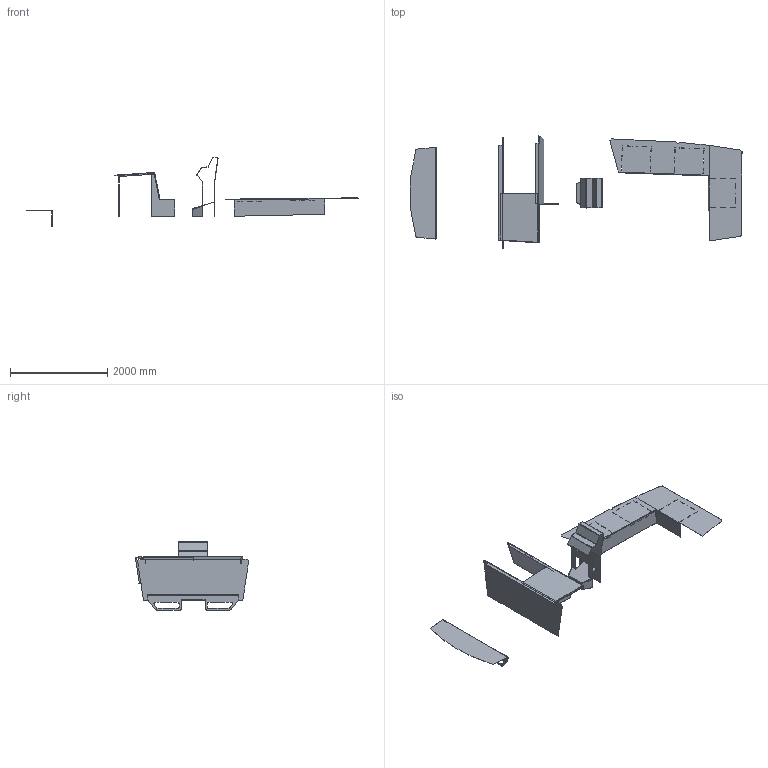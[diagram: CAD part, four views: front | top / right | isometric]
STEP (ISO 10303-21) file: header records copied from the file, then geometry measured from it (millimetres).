
FILE_DESCRIPTION(/* description */ (''),/* implementation_level */ '2;1');
FILE_NAME(/* name */ 'For McNeel STEP',/* time_stamp */ '2023-03-13T15:52:28+01:00',/* author */ (''),/* organization */ (''),/* preprocessor_version */ 'ST-DEVELOPER v16.5',/* originating_system */ 'Rhino 7.28',/* authorisation */ '');
FILE_SCHEMA (('AUTOMOTIVE_DESIGN'));
Length unit declared in the file: millimetre
Products named in the file (1): Document
Bounding box: 6820.15 x 2328.76 x 1410.43 mm (x, y, z)
Volume: 39124123.8 mm3; surface area: 20893270.4 mm2
Topology: 8 solids, 8 shells, 561 faces, 1484 edges, 939 vertices
Faces by surface type: cylinder 250, plane 227, bspline 84
Entity records: 19755 total; most frequent: CARTESIAN_POINT 9674, ORIENTED_EDGE 2968, EDGE_CURVE 1484, B_SPLINE_CURVE_WITH_KNOTS 1292, VERTEX_POINT 939, EDGE_LOOP 639, ADVANCED_FACE 561, FACE_OUTER_BOUND 561
